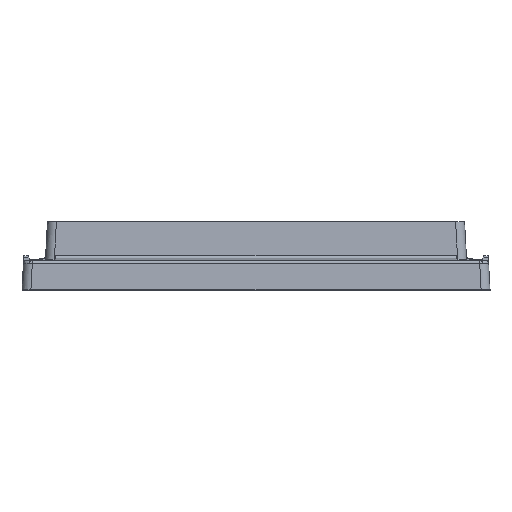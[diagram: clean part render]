
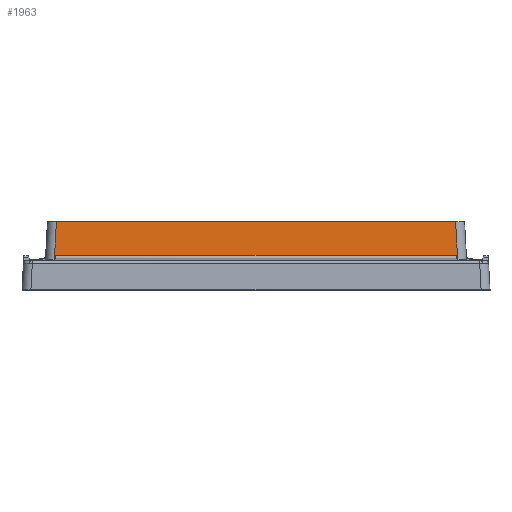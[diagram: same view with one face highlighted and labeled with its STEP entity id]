
A CAD part, top view. The second image highlights one B-rep face of the part: STEP entity #1963.
In plain terms, the highlighted planar face has unit normal (0, 0.052, 0.999).
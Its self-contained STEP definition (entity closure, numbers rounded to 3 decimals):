
#287 = EDGE_CURVE ( 'NONE', #288, #16769, #6095, .T. ) ;
#288 = VERTEX_POINT ( 'NONE', #6133 ) ;
#1735 = EDGE_CURVE ( 'NONE', #4989, #1761, #10296, .T. ) ;
#1761 = VERTEX_POINT ( 'NONE', #10545 ) ;
#1929 = ORIENTED_EDGE ( 'NONE', *, *, #1951, .T. ) ;
#1930 = ORIENTED_EDGE ( 'NONE', *, *, #287, .T. ) ;
#1931 = ORIENTED_EDGE ( 'NONE', *, *, #16782, .F. ) ;
#1951 = EDGE_CURVE ( 'NONE', #1761, #288, #10711, .T. ) ;
#1963 = ADVANCED_FACE ( 'NONE', ( #11028 ), #11027, .T. ) ;
#1965 = EDGE_LOOP ( 'NONE', ( #1967, #1929, #1930, #1931 ) ) ;
#1967 = ORIENTED_EDGE ( 'NONE', *, *, #1735, .T. ) ;
#2955 = CARTESIAN_POINT ( 'NONE',  ( -123.073, 34., 127.718 ) ) ;
#3059 = DIRECTION ( 'NONE',  ( 0.052, 0.997, -0.052 ) ) ;
#3061 = VECTOR ( 'NONE', #3059, 1000. ) ;
#3063 = CARTESIAN_POINT ( 'NONE',  ( -123.617, 23.61, 128.263 ) ) ;
#3064 = LINE ( 'NONE', #3063, #3061 ) ;
#4989 = VERTEX_POINT ( 'NONE', #17391 ) ;
#6095 = LINE ( 'NONE', #6136, #6135 ) ;
#6133 = CARTESIAN_POINT ( 'NONE',  ( 123.073, 34., 127.718 ) ) ;
#6134 = DIRECTION ( 'NONE',  ( -1., 0., 0. ) ) ;
#6135 = VECTOR ( 'NONE', #6134, 1000. ) ;
#6136 = CARTESIAN_POINT ( 'NONE',  ( 0., 34., 127.718 ) ) ;
#10293 = DIRECTION ( 'NONE',  ( 1., 0., 0. ) ) ;
#10294 = VECTOR ( 'NONE', #10293, 1000. ) ;
#10295 = CARTESIAN_POINT ( 'NONE',  ( 0., 13.221, 128.807 ) ) ;
#10296 = LINE ( 'NONE', #10295, #10294 ) ;
#10545 = CARTESIAN_POINT ( 'NONE',  ( 124.162, 13.221, 128.807 ) ) ;
#10708 = CARTESIAN_POINT ( 'NONE',  ( 123.617, 23.61, 128.263 ) ) ;
#10711 = LINE ( 'NONE', #10708, #11034 ) ;
#11023 = DIRECTION ( 'NONE',  ( 0., -0.999, 0.052 ) ) ;
#11024 = DIRECTION ( 'NONE',  ( 0., 0.052, 0.999 ) ) ;
#11025 = CARTESIAN_POINT ( 'NONE',  ( -78.65, 0., 129.5 ) ) ;
#11026 = AXIS2_PLACEMENT_3D ( 'NONE', #11025, #11024, #11023 ) ;
#11027 = PLANE ( 'NONE',  #11026 ) ;
#11028 = FACE_OUTER_BOUND ( 'NONE', #1965, .T. ) ;
#11033 = DIRECTION ( 'NONE',  ( -0.052, 0.997, -0.052 ) ) ;
#11034 = VECTOR ( 'NONE', #11033, 1000. ) ;
#16769 = VERTEX_POINT ( 'NONE', #2955 ) ;
#16782 = EDGE_CURVE ( 'NONE', #4989, #16769, #3064, .T. ) ;
#17391 = CARTESIAN_POINT ( 'NONE',  ( -124.162, 13.221, 128.807 ) ) ;
